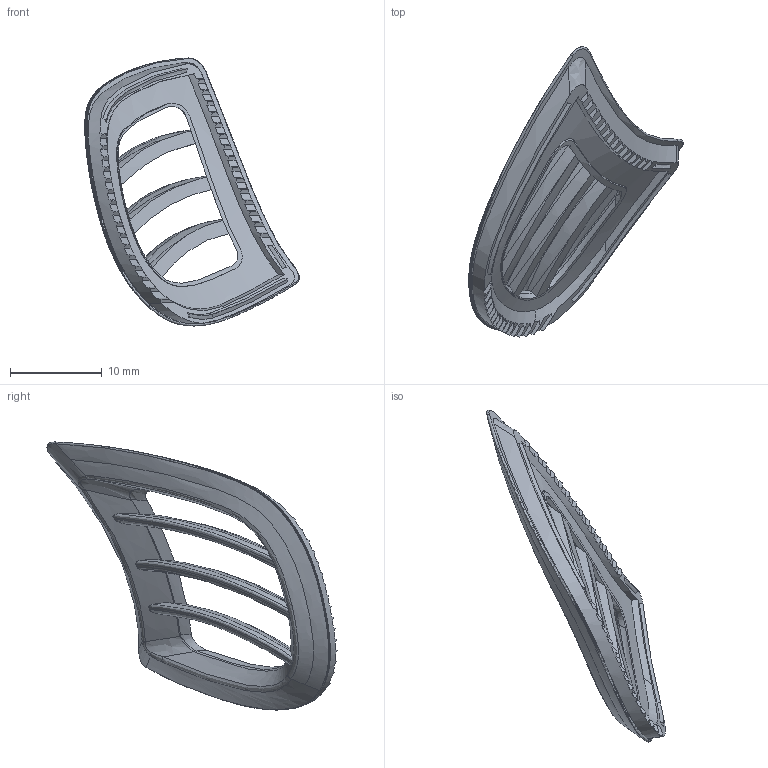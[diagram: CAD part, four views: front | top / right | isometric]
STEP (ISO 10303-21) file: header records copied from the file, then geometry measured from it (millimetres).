
FILE_DESCRIPTION(/* description */ (''),/* implementation_level */ '2;1');
FILE_NAME(/* name */ 'fb72fc60-18bf-400f-b037-dfd71752b32c.stp',/* time_stamp */ '2019-09-01T13:17:44-06:00',/* author */ ('sridharPR5JY'),/* organization */ (''),/* preprocessor_version */ 'ST-DEVELOPER v18',/* originating_system */ 'Autodesk Translation Framework v8.2.0.1029',/* authorisation */ '');
FILE_SCHEMA (('AUTOMOTIVE_DESIGN { 1 0 10303 214 3 1 1 }'));
Products named in the file (1): HEAD_VENT_RIGHT
Bounding box: 23.45 x 31.7 x 29.29 mm (x, y, z)
Volume: 1102.3 mm3; surface area: 1711.2 mm2
Topology: 1 solids, 1 shells, 204 faces, 596 edges, 392 vertices
Faces by surface type: bspline 197, plane 6, cylinder 1
Entity records: 37038 total; most frequent: CARTESIAN_POINT 33208, ORIENTED_EDGE 1192, EDGE_CURVE 596, B_SPLINE_CURVE_WITH_KNOTS 526, VERTEX_POINT 392, EDGE_LOOP 210, FACE_OUTER_BOUND 204, ADVANCED_FACE 204
